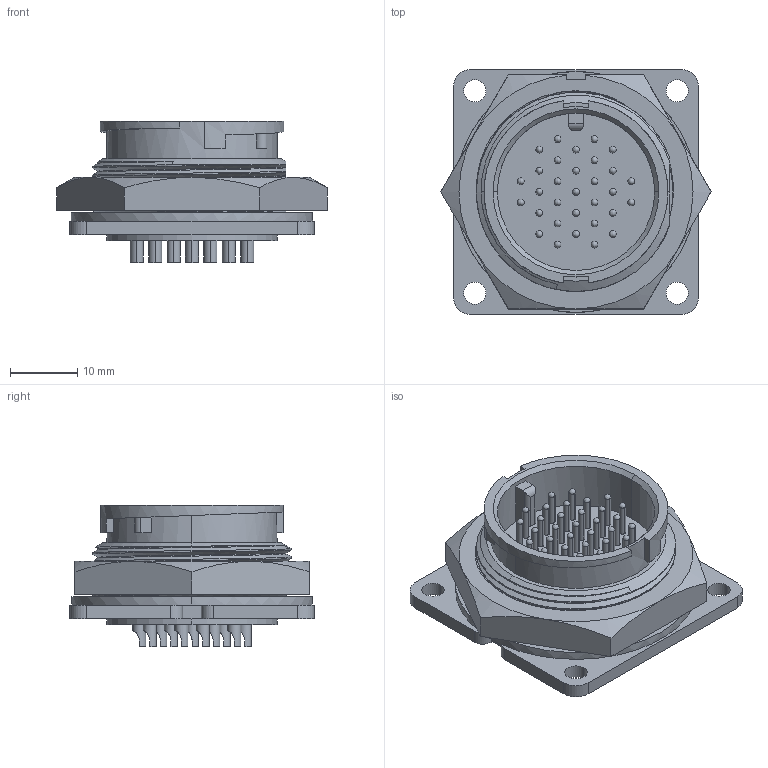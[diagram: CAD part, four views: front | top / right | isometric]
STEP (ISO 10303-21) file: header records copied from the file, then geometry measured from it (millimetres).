
FILE_DESCRIPTION (( 'STEP AP203' ), '1' );
FILE_NAME ('24282-31PG-300.STEP', '2016-01-13T20:50:07', ( '' ), ( '' ), 'SwSTEP 2.0', 'SolidWorks 2014', '' );
FILE_SCHEMA (( 'CONFIG_CONTROL_DESIGN' ));
Length unit declared in the file: millimetre
Products named in the file (2): 24282-31PG-300
Bounding box: 40.33 x 36.53 x 21.11 mm (x, y, z)
Volume: 10988.4 mm3; surface area: 8862.2 mm2
Topology: 2 solids, 2 shells, 715 faces, 1918 edges, 1244 vertices
Faces by surface type: plane 244, bspline 231, cylinder 230, cone 10
Entity records: 39345 total; most frequent: CARTESIAN_POINT 23212, ORIENTED_EDGE 3712, DIRECTION 2615, EDGE_CURVE 1856, VERTEX_POINT 1244, VECTOR 907, LINE 907, AXIS2_PLACEMENT_3D 854
